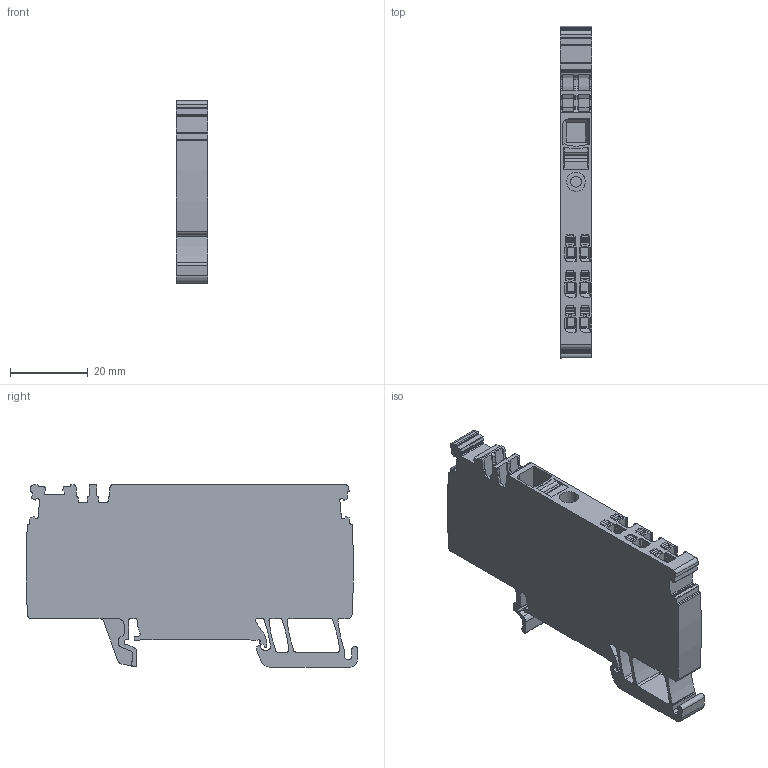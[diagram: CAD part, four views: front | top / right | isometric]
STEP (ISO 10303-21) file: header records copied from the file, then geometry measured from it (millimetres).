
FILE_DESCRIPTION(('CATIA V5 STEP Exchange','CAx-IF Rec.Pracs.--- Model Styling and Organization---1.5--- 2016-08-15','CAx-IF Rec.Pracs.---Supplemental Geometry---1.0---2011-11-01','CAx-IF Rec.Pracs.--- Composite Materials ---1.1---2010-07-15'),'2;1');
FILE_NAME ('415336-8_2', '2025-07-17T07:56:40+00:00', ('none'), ('Weidmueller'), 'CATIA Version 5-6 Release 2024 SP4', 'CATIA V5 STEP AP214 v3', 'none');
FILE_SCHEMA(('AUTOMOTIVE_DESIGN { 1 0 10303 214 1 1 1 1 }'));
Length unit declared in the file: millimetre
Products named in the file (1): 2464690000
Bounding box: 8.1 x 85.09 x 46.8 mm (x, y, z)
Volume: 23471.1 mm3; surface area: 12292.6 mm2
Topology: 1 solids, 3 shells, 1184 faces, 3425 edges, 2249 vertices
Faces by surface type: plane 577, cylinder 511, extrusion 37, torus 36, sphere 12, cone 11
Entity records: 38165 total; most frequent: CARTESIAN_POINT 8545, ORIENTED_EDGE 6826, DIRECTION 4833, EDGE_CURVE 3413, VERTEX_POINT 2249, VECTOR 2198, LINE 2161, AXIS2_PLACEMENT_3D 1795
